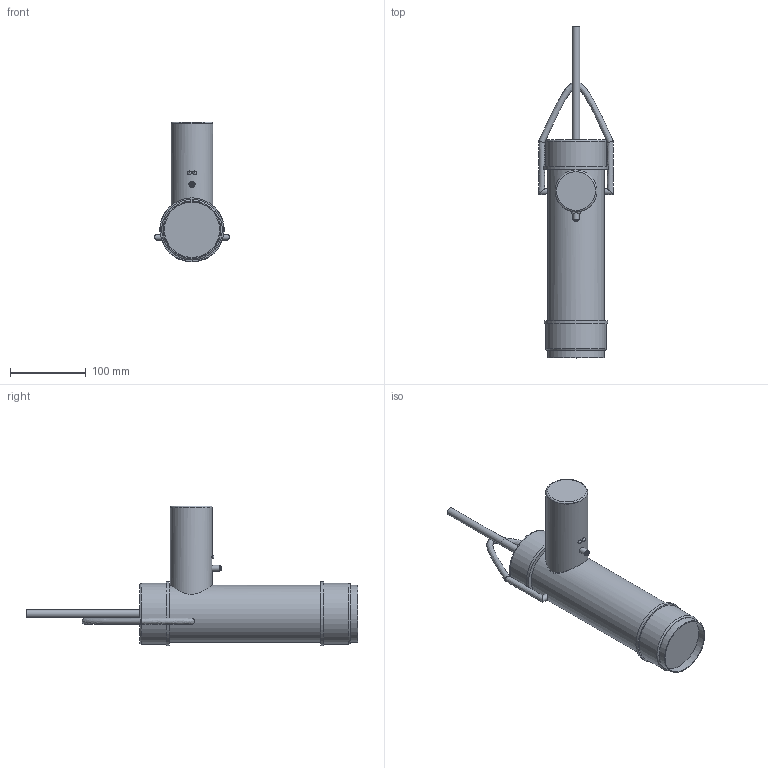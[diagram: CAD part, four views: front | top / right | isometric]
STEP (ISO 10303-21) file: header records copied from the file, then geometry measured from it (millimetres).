
FILE_DESCRIPTION(/* description */ (''),/* implementation_level */ '2;1');
FILE_NAME(/* name */ 'Automatic Hand Sanitizer Project v3.step',/* time_stamp */ '2020-09-03T22:12:25+06:00',/* author */ (''),/* organization */ (''),/* preprocessor_version */ 'ST-DEVELOPER v18.1',/* originating_system */ 'Autodesk Translation Framework v9.3.0.1241',/* authorisation */ '');
FILE_SCHEMA (('AUTOMOTIVE_DESIGN { 1 0 10303 214 3 1 1 }'));
Length unit declared in the file: millimetre
Products named in the file (1): Automatic Hand Sanitizer Project
Bounding box: 98.71 x 438 x 184.5 mm (x, y, z)
Volume: 205606.6 mm3; surface area: 225510.7 mm2
Topology: 10 solids, 10 shells, 69 faces, 131 edges, 90 vertices
Faces by surface type: plane 25, cylinder 24, bspline 12, sphere 4, torus 3, cone 1
Full cylindrical faces by diameter (mm): 5 x2, 8 x4, 10 x2, 53 x1, 55 x2, 73 x2, 75 x4, 80 x2, 84 x1, 85 x1
Entity records: 3587 total; most frequent: CARTESIAN_POINT 2179, DIRECTION 260, ORIENTED_EDGE 258, EDGE_CURVE 129, AXIS2_PLACEMENT_3D 117, VERTEX_POINT 90, EDGE_LOOP 89, FACE_OUTER_BOUND 69
